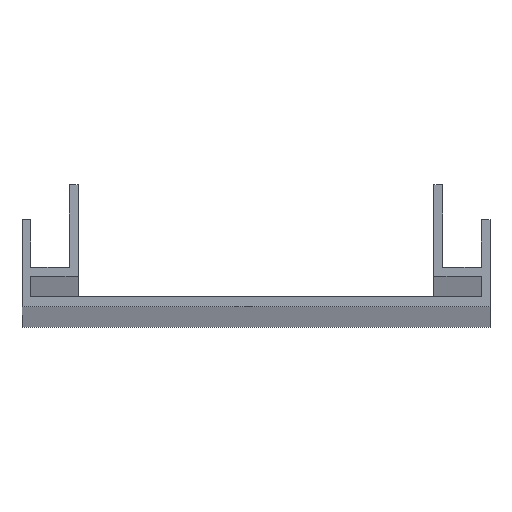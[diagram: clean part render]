
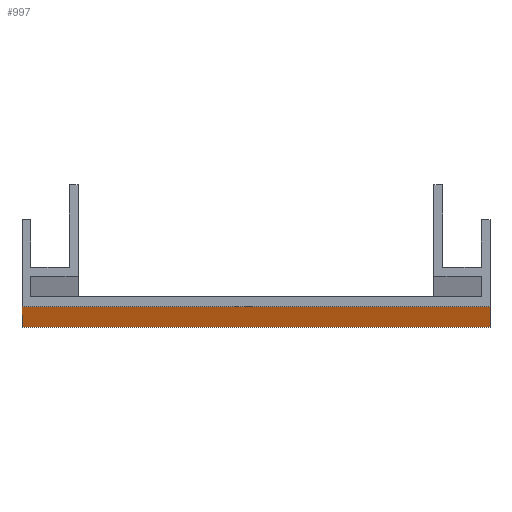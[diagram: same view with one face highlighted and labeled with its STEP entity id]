
A CAD part, top view. The second image highlights one B-rep face of the part: STEP entity #997.
In plain terms, the highlighted planar face has unit normal (0, -1, 0).
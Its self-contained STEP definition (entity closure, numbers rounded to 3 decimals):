
#362=DIRECTION('',(-1.,0.,0.));
#363=VECTOR('',#362,80.5);
#364=CARTESIAN_POINT('',(40.25,0.,0.));
#365=LINE('',#364,#363);
#482=DIRECTION('',(0.,0.,1.));
#483=VECTOR('',#482,2000.);
#484=CARTESIAN_POINT('',(40.25,0.,-2000.));
#485=LINE('',#484,#483);
#554=DIRECTION('',(-1.,0.,0.));
#555=VECTOR('',#554,80.5);
#556=CARTESIAN_POINT('',(40.25,0.,-2000.));
#557=LINE('',#556,#555);
#558=DIRECTION('',(0.,0.,1.));
#559=VECTOR('',#558,2000.);
#560=CARTESIAN_POINT('',(-40.25,0.,-2000.));
#561=LINE('',#560,#559);
#582=CARTESIAN_POINT('',(40.25,0.,0.));
#583=VERTEX_POINT('',#582);
#584=CARTESIAN_POINT('',(-40.25,0.,0.));
#585=VERTEX_POINT('',#584);
#622=CARTESIAN_POINT('',(-40.25,0.,-2000.));
#623=VERTEX_POINT('',#622);
#625=CARTESIAN_POINT('',(40.25,0.,-2000.));
#627=VERTEX_POINT('',#625);
#986=CARTESIAN_POINT('',(-40.25,0.,0.));
#987=DIRECTION('',(0.,-1.,0.));
#988=DIRECTION('',(1.,0.,0.));
#989=AXIS2_PLACEMENT_3D('',#986,#987,#988);
#990=PLANE('',#989);
#991=ORIENTED_EDGE('',*,*,#667,.F.);
#992=ORIENTED_EDGE('',*,*,#878,.F.);
#993=ORIENTED_EDGE('',*,*,#864,.T.);
#994=ORIENTED_EDGE('',*,*,#826,.T.);
#995=EDGE_LOOP('',(#991,#992,#993,#994));
#996=FACE_OUTER_BOUND('',#995,.F.);
#667=EDGE_CURVE('',#583,#585,#365,.T.);
#826=EDGE_CURVE('',#623,#585,#561,.T.);
#864=EDGE_CURVE('',#627,#623,#557,.T.);
#878=EDGE_CURVE('',#627,#583,#485,.T.);
#997=ADVANCED_FACE('',(#996),#990,.T.);
